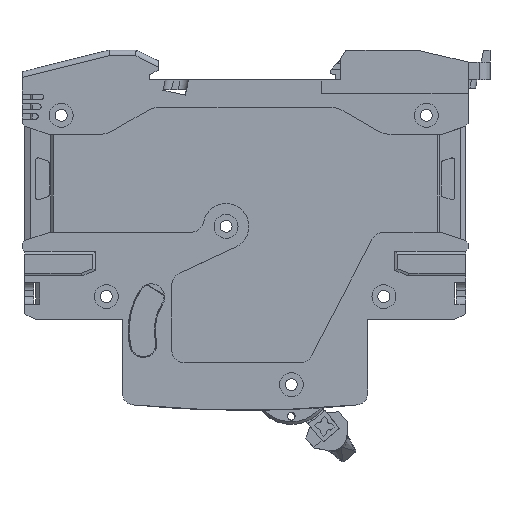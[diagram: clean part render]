
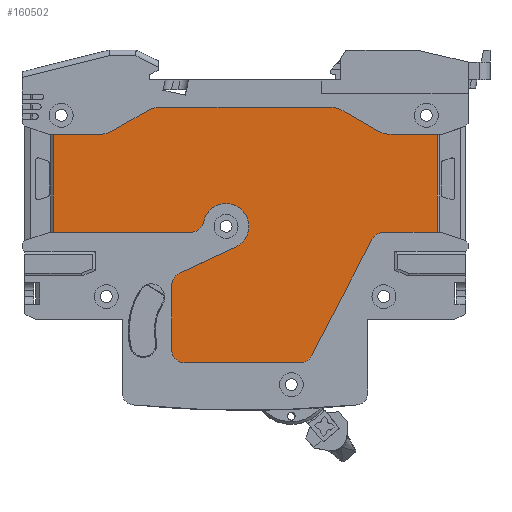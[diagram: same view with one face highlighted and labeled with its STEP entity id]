
A CAD part, front view. The second image highlights one B-rep face of the part: STEP entity #160502.
In plain terms, the highlighted planar face has unit normal (0, 1, 0).
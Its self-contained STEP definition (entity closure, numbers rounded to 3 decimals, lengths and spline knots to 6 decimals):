
#146541=DIRECTION('',(0.,0.,-1.));
#146542=VECTOR('',#146541,0.018);
#146543=CARTESIAN_POINT('',(-0.0353,-0.0175,0.034));
#146544=LINE('',#146543,#146542);
#146557=DIRECTION('',(-1.,0.,0.));
#146558=VECTOR('',#146557,0.00846);
#146559=CARTESIAN_POINT('',(-0.02684,-0.0175,0.034));
#146560=LINE('',#146559,#146558);
#146569=CARTESIAN_POINT('',(-0.010052,-0.0175,0.0185));
#146570=DIRECTION('',(0.,-1.,0.));
#146571=DIRECTION('',(0.,0.,-1.));
#146572=AXIS2_PLACEMENT_3D('',#146569,#146570,#146571);
#146574=CARTESIAN_POINT('',(-0.0035,-0.0175,0.0171));
#146575=DIRECTION('',(0.,-1.,0.));
#146576=DIRECTION('',(0.423,0.,-0.906));
#146577=AXIS2_PLACEMENT_3D('',#146574,#146575,#146576);
#146579=DIRECTION('',(-0.906,0.,-0.423));
#146580=VECTOR('',#146579,0.011398);
#146581=CARTESIAN_POINT('',(-0.001725,-0.0175,0.013294));
#146582=LINE('',#146581,#146580);
#146583=CARTESIAN_POINT('',(-0.011,-0.0175,0.00621));
#146584=DIRECTION('',(0.,-1.,0.));
#146585=DIRECTION('',(-0.423,0.,0.906));
#146586=AXIS2_PLACEMENT_3D('',#146583,#146584,#146585);
#146588=CARTESIAN_POINT('',(-0.011,-0.0175,-0.0055));
#146589=DIRECTION('',(0.,-1.,0.));
#146590=DIRECTION('',(-1.,0.,0.));
#146591=AXIS2_PLACEMENT_3D('',#146588,#146589,#146590);
#146593=DIRECTION('',(1.,0.,0.));
#146594=VECTOR('',#146593,0.020983);
#146595=CARTESIAN_POINT('',(-0.011,-0.0175,-0.008));
#146596=LINE('',#146595,#146594);
#146597=CARTESIAN_POINT('',(0.009983,-0.0175,-0.0055));
#146598=DIRECTION('',(0.,-1.,0.));
#146599=DIRECTION('',(0.,0.,-1.));
#146600=AXIS2_PLACEMENT_3D('',#146597,#146598,#146599);
#146602=DIRECTION('',(0.462,0.,0.887));
#146603=VECTOR('',#146602,0.024027);
#146604=CARTESIAN_POINT('',(0.012201,-0.0175,-0.006655));
#146605=LINE('',#146604,#146603);
#146606=CARTESIAN_POINT('',(0.025517,-0.0175,0.0135));
#146607=DIRECTION('',(0.,1.,0.));
#146608=DIRECTION('',(-0.887,0.,0.462));
#146609=AXIS2_PLACEMENT_3D('',#146606,#146607,#146608);
#146611=DIRECTION('',(1.,0.,0.));
#146612=VECTOR('',#146611,0.009783);
#146613=CARTESIAN_POINT('',(0.025517,-0.0175,0.016));
#146614=LINE('',#146613,#146612);
#146615=DIRECTION('',(0.,0.,-1.));
#146616=VECTOR('',#146615,0.018);
#146617=CARTESIAN_POINT('',(0.0353,-0.0175,0.034));
#146618=LINE('',#146617,#146616);
#146619=CARTESIAN_POINT('',(0.02684,-0.0175,0.039));
#146620=DIRECTION('',(0.,1.,0.));
#146621=DIRECTION('',(0.,0.,-1.));
#146622=AXIS2_PLACEMENT_3D('',#146619,#146620,#146621);
#146624=DIRECTION('',(-0.866,0.,0.5));
#146625=VECTOR('',#146624,0.007321);
#146626=CARTESIAN_POINT('',(0.02434,-0.0175,0.03467));
#146627=LINE('',#146626,#146625);
#146628=CARTESIAN_POINT('',(0.0155,-0.0175,0.034));
#146629=DIRECTION('',(0.,-1.,0.));
#146630=DIRECTION('',(0.5,0.,0.866));
#146631=AXIS2_PLACEMENT_3D('',#146628,#146629,#146630);
#146633=CARTESIAN_POINT('',(-0.0155,-0.0175,0.034));
#146634=DIRECTION('',(0.,-1.,0.));
#146635=DIRECTION('',(0.,0.,1.));
#146636=AXIS2_PLACEMENT_3D('',#146633,#146634,#146635);
#146638=DIRECTION('',(-0.866,0.,-0.5));
#146639=VECTOR('',#146638,0.007321);
#146640=CARTESIAN_POINT('',(-0.018,-0.0175,0.03833));
#146641=LINE('',#146640,#146639);
#146642=CARTESIAN_POINT('',(-0.02684,-0.0175,0.039));
#146643=DIRECTION('',(0.,1.,0.));
#146644=DIRECTION('',(0.5,0.,-0.866));
#146645=AXIS2_PLACEMENT_3D('',#146642,#146643,#146644);
#146667=DIRECTION('',(0.,0.,-1.));
#146668=VECTOR('',#146667,0.011706);
#146669=CARTESIAN_POINT('',(-0.0135,-0.0175,0.006206));
#146670=LINE('',#146669,#146668);
#146695=DIRECTION('',(1.,0.,0.));
#146696=VECTOR('',#146695,0.025248);
#146697=CARTESIAN_POINT('',(-0.0353,-0.0175,0.016));
#146698=LINE('',#146697,#146696);
#146707=DIRECTION('',(-1.,0.,0.));
#146708=VECTOR('',#146707,0.00846);
#146709=CARTESIAN_POINT('',(0.0353,-0.0175,0.034));
#146710=LINE('',#146709,#146708);
#146743=DIRECTION('',(-1.,0.,0.));
#146744=VECTOR('',#146743,0.031);
#146745=CARTESIAN_POINT('',(0.0155,-0.0175,0.039));
#146746=LINE('',#146745,#146744);
#151204=CARTESIAN_POINT('',(0.0353,-0.0175,0.016));
#151205=VERTEX_POINT('',#151204);
#151206=CARTESIAN_POINT('',(0.0353,-0.0175,0.034));
#151207=VERTEX_POINT('',#151206);
#151208=CARTESIAN_POINT('',(0.025517,-0.0175,0.016));
#151209=VERTEX_POINT('',#151208);
#151210=CARTESIAN_POINT('',(0.023299,-0.0175,0.014655));
#151211=VERTEX_POINT('',#151210);
#151212=CARTESIAN_POINT('',(0.012201,-0.0175,-0.006655));
#151213=VERTEX_POINT('',#151212);
#151214=CARTESIAN_POINT('',(0.009983,-0.0175,-0.008));
#151215=VERTEX_POINT('',#151214);
#151216=CARTESIAN_POINT('',(-0.011,-0.0175,-0.008));
#151217=VERTEX_POINT('',#151216);
#151218=CARTESIAN_POINT('',(-0.010052,-0.0175,0.016));
#151219=CARTESIAN_POINT('',(-0.007607,-0.0175,0.017978));
#151220=VERTEX_POINT('',#151218);
#151221=VERTEX_POINT('',#151219);
#151222=CARTESIAN_POINT('',(-0.0353,-0.0175,0.016));
#151223=VERTEX_POINT('',#151222);
#151224=CARTESIAN_POINT('',(-0.0353,-0.0175,0.034));
#151225=VERTEX_POINT('',#151224);
#151226=CARTESIAN_POINT('',(-0.02684,-0.0175,0.034));
#151227=VERTEX_POINT('',#151226);
#151228=CARTESIAN_POINT('',(-0.02434,-0.0175,0.03467));
#151229=VERTEX_POINT('',#151228);
#151230=CARTESIAN_POINT('',(-0.018,-0.0175,0.03833));
#151231=VERTEX_POINT('',#151230);
#151232=CARTESIAN_POINT('',(-0.0155,-0.0175,0.039));
#151233=VERTEX_POINT('',#151232);
#151234=CARTESIAN_POINT('',(0.0155,-0.0175,0.039));
#151235=VERTEX_POINT('',#151234);
#151236=CARTESIAN_POINT('',(0.018,-0.0175,0.03833));
#151237=VERTEX_POINT('',#151236);
#151238=CARTESIAN_POINT('',(0.02434,-0.0175,0.03467));
#151239=VERTEX_POINT('',#151238);
#151240=CARTESIAN_POINT('',(0.02684,-0.0175,0.034));
#151241=VERTEX_POINT('',#151240);
#151242=CARTESIAN_POINT('',(-0.0135,-0.0175,-0.0055));
#151243=VERTEX_POINT('',#151242);
#151244=CARTESIAN_POINT('',(-0.0135,-0.0175,0.006206));
#151245=VERTEX_POINT('',#151244);
#151246=CARTESIAN_POINT('',(-0.012057,-0.0175,0.008476));
#151247=VERTEX_POINT('',#151246);
#151248=CARTESIAN_POINT('',(-0.001725,-0.0175,0.013294));
#151249=VERTEX_POINT('',#151248);
#160457=CARTESIAN_POINT('',(0.,-0.0175,0.0155));
#160458=DIRECTION('',(0.,1.,0.));
#160459=DIRECTION('',(-1.,0.,0.));
#160460=AXIS2_PLACEMENT_3D('',#160457,#160458,#160459);
#160461=PLANE('',#160460);
#160463=ORIENTED_EDGE('',*,*,#160462,.T.);
#160465=ORIENTED_EDGE('',*,*,#160464,.F.);
#160467=ORIENTED_EDGE('',*,*,#160466,.T.);
#160469=ORIENTED_EDGE('',*,*,#160468,.T.);
#160471=ORIENTED_EDGE('',*,*,#160470,.T.);
#160473=ORIENTED_EDGE('',*,*,#160472,.T.);
#160475=ORIENTED_EDGE('',*,*,#160474,.T.);
#160477=ORIENTED_EDGE('',*,*,#160476,.T.);
#160478=ORIENTED_EDGE('',*,*,#154685,.T.);
#160479=ORIENTED_EDGE('',*,*,#154672,.T.);
#160480=ORIENTED_EDGE('',*,*,#154657,.T.);
#160481=ORIENTED_EDGE('',*,*,#154639,.F.);
#160483=ORIENTED_EDGE('',*,*,#160482,.T.);
#160485=ORIENTED_EDGE('',*,*,#160484,.T.);
#160487=ORIENTED_EDGE('',*,*,#160486,.T.);
#160489=ORIENTED_EDGE('',*,*,#160488,.T.);
#160491=ORIENTED_EDGE('',*,*,#160490,.T.);
#160493=ORIENTED_EDGE('',*,*,#160492,.T.);
#160494=ORIENTED_EDGE('',*,*,#160450,.T.);
#160495=ORIENTED_EDGE('',*,*,#160438,.T.);
#160496=ORIENTED_EDGE('',*,*,#160424,.T.);
#160497=ORIENTED_EDGE('',*,*,#160407,.T.);
#160499=ORIENTED_EDGE('',*,*,#160498,.T.);
#160500=EDGE_LOOP('',(#160463,#160465,#160467,#160469,#160471,#160473,#160475,
#160477,#160478,#160479,#160480,#160481,#160483,#160485,#160487,#160489,#160491,
#160493,#160494,#160495,#160496,#160497,#160499));
#160501=FACE_OUTER_BOUND('',#160500,.F.);
#160502=ADVANCED_FACE('',(#160501),#160461,.T.);
#146573=CIRCLE('',#146572,0.0025);
#146578=CIRCLE('',#146577,0.0042);
#146587=CIRCLE('',#146586,0.0025);
#146592=CIRCLE('',#146591,0.0025);
#146601=CIRCLE('',#146600,0.0025);
#146610=CIRCLE('',#146609,0.0025);
#146623=CIRCLE('',#146622,0.005);
#146632=CIRCLE('',#146631,0.005);
#146637=CIRCLE('',#146636,0.005);
#146646=CIRCLE('',#146645,0.005);
#154639=EDGE_CURVE('',#151207,#151205,#146618,.T.);
#154657=EDGE_CURVE('',#151209,#151205,#146614,.T.);
#154672=EDGE_CURVE('',#151211,#151209,#146610,.T.);
#154685=EDGE_CURVE('',#151213,#151211,#146605,.T.);
#160407=EDGE_CURVE('',#151225,#151223,#146544,.T.);
#160424=EDGE_CURVE('',#151227,#151225,#146560,.T.);
#160438=EDGE_CURVE('',#151229,#151227,#146646,.T.);
#160450=EDGE_CURVE('',#151231,#151229,#146641,.T.);
#160462=EDGE_CURVE('',#151220,#151221,#146573,.T.);
#160464=EDGE_CURVE('',#151249,#151221,#146578,.T.);
#160466=EDGE_CURVE('',#151249,#151247,#146582,.T.);
#160468=EDGE_CURVE('',#151247,#151245,#146587,.T.);
#160470=EDGE_CURVE('',#151245,#151243,#146670,.T.);
#160472=EDGE_CURVE('',#151243,#151217,#146592,.T.);
#160474=EDGE_CURVE('',#151217,#151215,#146596,.T.);
#160476=EDGE_CURVE('',#151215,#151213,#146601,.T.);
#160482=EDGE_CURVE('',#151207,#151241,#146710,.T.);
#160484=EDGE_CURVE('',#151241,#151239,#146623,.T.);
#160486=EDGE_CURVE('',#151239,#151237,#146627,.T.);
#160488=EDGE_CURVE('',#151237,#151235,#146632,.T.);
#160490=EDGE_CURVE('',#151235,#151233,#146746,.T.);
#160492=EDGE_CURVE('',#151233,#151231,#146637,.T.);
#160498=EDGE_CURVE('',#151223,#151220,#146698,.T.);
